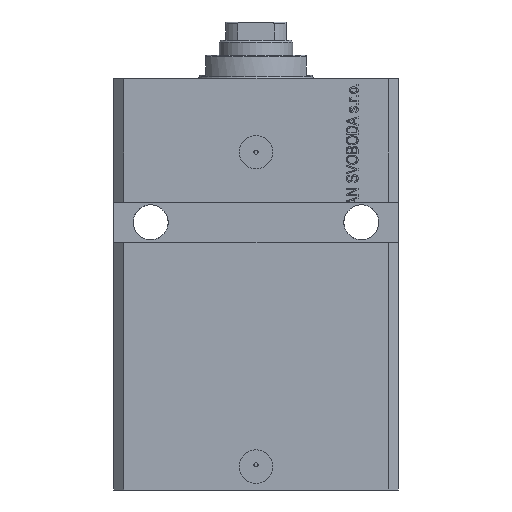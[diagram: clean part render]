
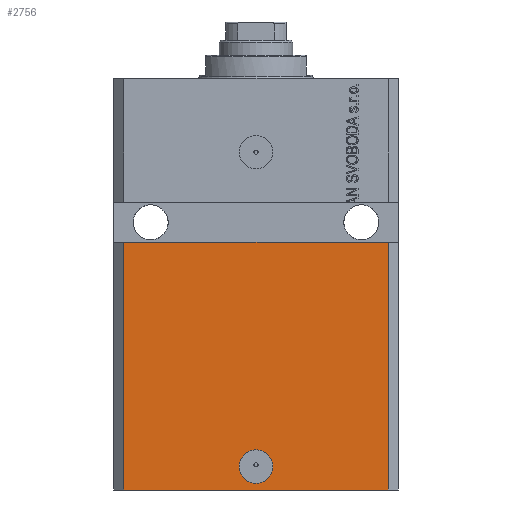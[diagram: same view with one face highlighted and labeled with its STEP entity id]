
A CAD part, front view. The second image highlights one B-rep face of the part: STEP entity #2756.
In plain terms, the highlighted planar face has unit normal (0, -1, 0).
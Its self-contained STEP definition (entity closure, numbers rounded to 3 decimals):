
#2420 = VERTEX_POINT ( 'NONE', #33356 ) ;
#2454 = AXIS2_PLACEMENT_3D ( 'NONE', #31048, #24292, #13702 ) ;
#2751 = DIRECTION ( 'NONE',  ( 1., 0., 0. ) ) ;
#2756 = ADVANCED_FACE ( 'NONE', ( #34016, #8051 ), #11174, .T. ) ;
#4091 = CARTESIAN_POINT ( 'NONE',  ( 39.5, -31.5, -123. ) ) ;
#4608 = VECTOR ( 'NONE', #2751, 1000. ) ;
#4834 = CARTESIAN_POINT ( 'NONE',  ( -39.5, -31.5, -123. ) ) ;
#5154 = ORIENTED_EDGE ( 'NONE', *, *, #15069, .F. ) ;
#5330 = EDGE_CURVE ( 'NONE', #30289, #2420, #22476, .T. ) ;
#5688 = EDGE_CURVE ( 'NONE', #14931, #45852, #22358, .T. ) ;
#5999 = VECTOR ( 'NONE', #11425, 1000. ) ;
#6411 = CARTESIAN_POINT ( 'NONE',  ( 39.5, -31.5, -49. ) ) ;
#6498 = LINE ( 'NONE', #38509, #7964 ) ;
#7964 = VECTOR ( 'NONE', #13011, 1000. ) ;
#8051 = FACE_OUTER_BOUND ( 'NONE', #43322, .T. ) ;
#8433 = CARTESIAN_POINT ( 'NONE',  ( -5., -31.5, -116. ) ) ;
#9476 = AXIS2_PLACEMENT_3D ( 'NONE', #40368, #44232, #40610 ) ;
#11174 = PLANE ( 'NONE',  #25825 ) ;
#11425 = DIRECTION ( 'NONE',  ( 0., 0., 1. ) ) ;
#13011 = DIRECTION ( 'NONE',  ( 1., 0., 0. ) ) ;
#13101 = CARTESIAN_POINT ( 'NONE',  ( 39.5, -31.5, -123. ) ) ;
#13702 = DIRECTION ( 'NONE',  ( 1., 0., 0. ) ) ;
#14598 = VERTEX_POINT ( 'NONE', #8433 ) ;
#14931 = VERTEX_POINT ( 'NONE', #13101 ) ;
#15069 = EDGE_CURVE ( 'NONE', #2420, #45852, #21011, .T. ) ;
#15136 = DIRECTION ( 'NONE',  ( 0., 0., 1. ) ) ;
#15492 = CARTESIAN_POINT ( 'NONE',  ( -39.5, -31.5, -123. ) ) ;
#16135 = ORIENTED_EDGE ( 'NONE', *, *, #23617, .F. ) ;
#16413 = CARTESIAN_POINT ( 'NONE',  ( 5., -31.5, -116. ) ) ;
#17756 = ORIENTED_EDGE ( 'NONE', *, *, #18757, .F. ) ;
#18415 = VERTEX_POINT ( 'NONE', #16413 ) ;
#18557 = CIRCLE ( 'NONE', #2454, 5. ) ;
#18757 = EDGE_CURVE ( 'NONE', #18415, #14598, #18557, .T. ) ;
#21011 = LINE ( 'NONE', #35698, #4608 ) ;
#22229 = DIRECTION ( 'NONE',  ( 0., -1., 0. ) ) ;
#22358 = LINE ( 'NONE', #4091, #25936 ) ;
#22476 = LINE ( 'NONE', #15492, #5999 ) ;
#23617 = EDGE_CURVE ( 'NONE', #14598, #18415, #42504, .T. ) ;
#23690 = ORIENTED_EDGE ( 'NONE', *, *, #25301, .T. ) ;
#24292 = DIRECTION ( 'NONE',  ( 0., -1., 0. ) ) ;
#25301 = EDGE_CURVE ( 'NONE', #30289, #14931, #6498, .T. ) ;
#25825 = AXIS2_PLACEMENT_3D ( 'NONE', #30162, #22229, #40513 ) ;
#25834 = ORIENTED_EDGE ( 'NONE', *, *, #5688, .T. ) ;
#25936 = VECTOR ( 'NONE', #15136, 1000. ) ;
#30162 = CARTESIAN_POINT ( 'NONE',  ( -39.5, -31.5, -123. ) ) ;
#30289 = VERTEX_POINT ( 'NONE', #4834 ) ;
#31048 = CARTESIAN_POINT ( 'NONE',  ( 0., -31.5, -116. ) ) ;
#33356 = CARTESIAN_POINT ( 'NONE',  ( -39.5, -31.5, -49. ) ) ;
#34016 = FACE_BOUND ( 'NONE', #38947, .T. ) ;
#35698 = CARTESIAN_POINT ( 'NONE',  ( -42.5, -31.5, -49. ) ) ;
#37601 = ORIENTED_EDGE ( 'NONE', *, *, #5330, .F. ) ;
#38509 = CARTESIAN_POINT ( 'NONE',  ( -39.5, -31.5, -123. ) ) ;
#38947 = EDGE_LOOP ( 'NONE', ( #17756, #16135 ) ) ;
#40368 = CARTESIAN_POINT ( 'NONE',  ( 0., -31.5, -116. ) ) ;
#40513 = DIRECTION ( 'NONE',  ( 0., 0., -1. ) ) ;
#40610 = DIRECTION ( 'NONE',  ( 1., 0., 0. ) ) ;
#42504 = CIRCLE ( 'NONE', #9476, 5. ) ;
#43322 = EDGE_LOOP ( 'NONE', ( #5154, #37601, #23690, #25834 ) ) ;
#44232 = DIRECTION ( 'NONE',  ( 0., -1., 0. ) ) ;
#45852 = VERTEX_POINT ( 'NONE', #6411 ) ;
